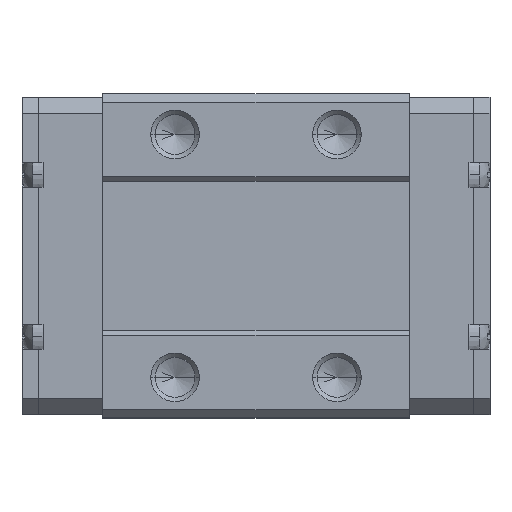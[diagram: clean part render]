
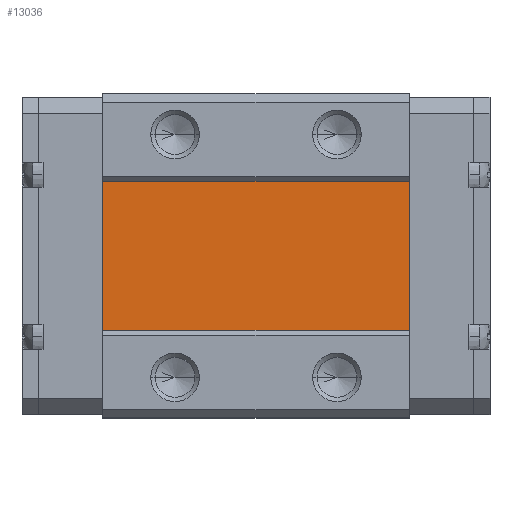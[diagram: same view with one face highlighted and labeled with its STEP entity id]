
A CAD part, top view. The second image highlights one B-rep face of the part: STEP entity #13036.
In plain terms, the highlighted planar face has unit normal (0, 0, 1).
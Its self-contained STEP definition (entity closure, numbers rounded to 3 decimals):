
#381 = EDGE_CURVE ( 'NONE', #395, #16062, #11028, .T. ) ;
#395 = VERTEX_POINT ( 'NONE', #18542 ) ;
#597 = VECTOR ( 'NONE', #1202, 1000. ) ;
#672 = CARTESIAN_POINT ( 'NONE',  ( 5., 4.6, 7.7 ) ) ;
#1202 = DIRECTION ( 'NONE',  ( 1., 0., 0. ) ) ;
#2164 = ORIENTED_EDGE ( 'NONE', *, *, #381, .T. ) ;
#2613 = EDGE_CURVE ( 'NONE', #8686, #14237, #12026, .T. ) ;
#2887 = DIRECTION ( 'NONE',  ( 0., 1., 0. ) ) ;
#3240 = DIRECTION ( 'NONE',  ( 0., -1., 0. ) ) ;
#3261 = CARTESIAN_POINT ( 'NONE',  ( 23.9, -4.6, 7.7 ) ) ;
#3525 = DIRECTION ( 'NONE',  ( 1., 0., 0. ) ) ;
#5080 = ORIENTED_EDGE ( 'NONE', *, *, #19544, .T. ) ;
#8686 = VERTEX_POINT ( 'NONE', #9508 ) ;
#9120 = CARTESIAN_POINT ( 'NONE',  ( 23.9, -4.6, 7.7 ) ) ;
#9391 = DIRECTION ( 'NONE',  ( 0., 0., 1. ) ) ;
#9508 = CARTESIAN_POINT ( 'NONE',  ( 23.9, 4.6, 7.7 ) ) ;
#10680 = LINE ( 'NONE', #3261, #16230 ) ;
#10891 = VECTOR ( 'NONE', #19802, 1000. ) ;
#11028 = LINE ( 'NONE', #22232, #597 ) ;
#11311 = FACE_OUTER_BOUND ( 'NONE', #11482, .T. ) ;
#11390 = ORIENTED_EDGE ( 'NONE', *, *, #2613, .T. ) ;
#11482 = EDGE_LOOP ( 'NONE', ( #5080, #2164, #21524, #11390 ) ) ;
#12026 = LINE ( 'NONE', #672, #10891 ) ;
#12546 = EDGE_CURVE ( 'NONE', #16062, #8686, #10680, .T. ) ;
#13036 = ADVANCED_FACE ( 'NONE', ( #11311 ), #15000, .T. ) ;
#14237 = VERTEX_POINT ( 'NONE', #17085 ) ;
#15000 = PLANE ( 'NONE',  #19101 ) ;
#16062 = VERTEX_POINT ( 'NONE', #9120 ) ;
#16230 = VECTOR ( 'NONE', #2887, 1000. ) ;
#17042 = CARTESIAN_POINT ( 'NONE',  ( 5., -4.6, 7.7 ) ) ;
#17085 = CARTESIAN_POINT ( 'NONE',  ( 5., 4.6, 7.7 ) ) ;
#18542 = CARTESIAN_POINT ( 'NONE',  ( 5., -4.6, 7.7 ) ) ;
#19101 = AXIS2_PLACEMENT_3D ( 'NONE', #17042, #9391, #3525 ) ;
#19544 = EDGE_CURVE ( 'NONE', #14237, #395, #22857, .T. ) ;
#19802 = DIRECTION ( 'NONE',  ( -1., 0., 0. ) ) ;
#19937 = VECTOR ( 'NONE', #3240, 1000. ) ;
#21524 = ORIENTED_EDGE ( 'NONE', *, *, #12546, .T. ) ;
#22232 = CARTESIAN_POINT ( 'NONE',  ( 5., -4.6, 7.7 ) ) ;
#22857 = LINE ( 'NONE', #23099, #19937 ) ;
#23099 = CARTESIAN_POINT ( 'NONE',  ( 5., -4.6, 7.7 ) ) ;
